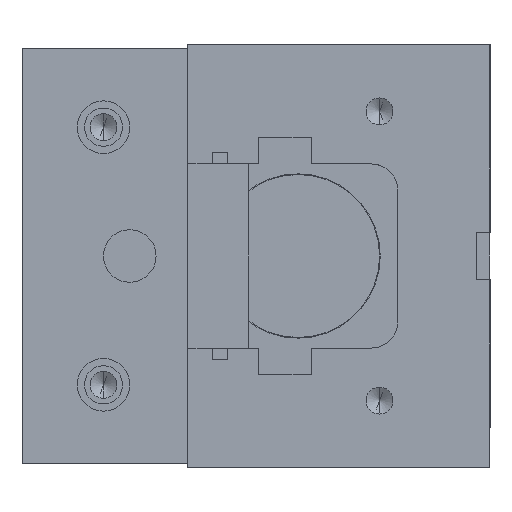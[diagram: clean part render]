
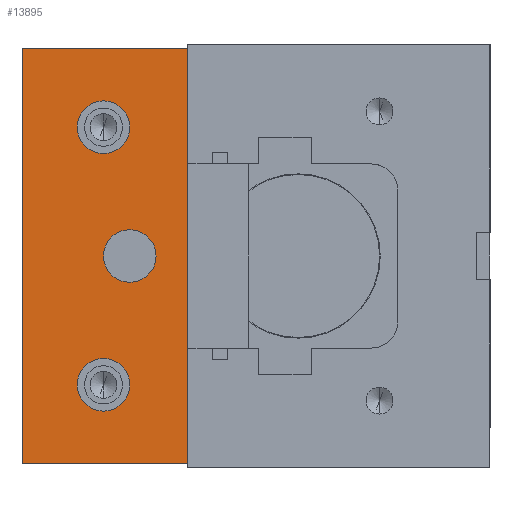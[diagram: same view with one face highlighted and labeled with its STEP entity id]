
A CAD part, left-side view. The second image highlights one B-rep face of the part: STEP entity #13895.
In plain terms, the highlighted planar face has unit normal (-1, 0, 0).
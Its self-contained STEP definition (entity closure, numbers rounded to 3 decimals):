
#11508 = DIRECTION ( 'NONE',  ( 0., 0., 1. ) ) ;
#11509 = DIRECTION ( 'NONE',  ( -1., 0., 0. ) ) ;
#11510 = CARTESIAN_POINT ( 'NONE',  ( -18., 147., -49. ) ) ;
#11535 = CIRCLE ( 'NONE', #11546, 10. ) ;
#11546 = AXIS2_PLACEMENT_3D ( 'NONE', #11510, #11509, #11508 ) ;
#11627 = CARTESIAN_POINT ( 'NONE',  ( -18., 147., -39. ) ) ;
#11654 = CARTESIAN_POINT ( 'NONE',  ( -18., 147., -59. ) ) ;
#11693 = DIRECTION ( 'NONE',  ( 0., 0., 1. ) ) ;
#11694 = DIRECTION ( 'NONE',  ( -1., 0., 0. ) ) ;
#11695 = CARTESIAN_POINT ( 'NONE',  ( -18., 147., 49. ) ) ;
#11709 = CIRCLE ( 'NONE', #11744, 10. ) ;
#11732 = CARTESIAN_POINT ( 'NONE',  ( -18., 137., 0. ) ) ;
#11734 = DIRECTION ( 'NONE',  ( 0., 0., 1. ) ) ;
#11735 = DIRECTION ( 'NONE',  ( -1., 0., 0. ) ) ;
#11744 = AXIS2_PLACEMENT_3D ( 'NONE', #11732, #11735, #11734 ) ;
#11767 = DIRECTION ( 'NONE',  ( 0., 0., 1. ) ) ;
#11776 = AXIS2_PLACEMENT_3D ( 'NONE', #11695, #11694, #11693 ) ;
#11777 = CIRCLE ( 'NONE', #11776, 10. ) ;
#11821 = CARTESIAN_POINT ( 'NONE',  ( -18., 115., 79. ) ) ;
#11827 = CARTESIAN_POINT ( 'NONE',  ( -18., 115., -79. ) ) ;
#11830 = LINE ( 'NONE', #11833, #11840 ) ;
#11833 = CARTESIAN_POINT ( 'NONE',  ( -18., 115., -79. ) ) ;
#11834 = CARTESIAN_POINT ( 'NONE',  ( -18., 178., 79. ) ) ;
#11835 = DIRECTION ( 'NONE',  ( 0., 0., 1. ) ) ;
#11837 = DIRECTION ( 'NONE',  ( 0., -1., 0. ) ) ;
#11840 = VECTOR ( 'NONE', #11835, 1000. ) ;
#11841 = CARTESIAN_POINT ( 'NONE',  ( -18., 147., 39. ) ) ;
#11848 = VECTOR ( 'NONE', #11837, 1000. ) ;
#11849 = CARTESIAN_POINT ( 'NONE',  ( -18., 178., -79. ) ) ;
#11850 = LINE ( 'NONE', #11849, #11848 ) ;
#11859 = DIRECTION ( 'NONE',  ( 0., 1., 0. ) ) ;
#11871 = VECTOR ( 'NONE', #11859, 1000. ) ;
#11882 = CARTESIAN_POINT ( 'NONE',  ( -18., 178., 79. ) ) ;
#11883 = LINE ( 'NONE', #11882, #11871 ) ;
#11894 = CARTESIAN_POINT ( 'NONE',  ( -18., 137., 10. ) ) ;
#11916 = CARTESIAN_POINT ( 'NONE',  ( -18., 137., -10. ) ) ;
#12020 = CARTESIAN_POINT ( 'NONE',  ( -18., 147., 59. ) ) ;
#12066 = FACE_BOUND ( 'NONE', #13918, .T. ) ;
#12071 = FACE_BOUND ( 'NONE', #13924, .T. ) ;
#12075 = VECTOR ( 'NONE', #12105, 1000. ) ;
#12076 = CARTESIAN_POINT ( 'NONE',  ( -18., 178., -79. ) ) ;
#12082 = FACE_BOUND ( 'NONE', #13921, .T. ) ;
#12083 = LINE ( 'NONE', #12076, #12075 ) ;
#12088 = CARTESIAN_POINT ( 'NONE',  ( -18., 147., -49. ) ) ;
#12089 = AXIS2_PLACEMENT_3D ( 'NONE', #12088, #12115, #11767 ) ;
#12093 = DIRECTION ( 'NONE',  ( 0., 0., 1. ) ) ;
#12094 = DIRECTION ( 'NONE',  ( -1., 0., 0. ) ) ;
#12095 = CARTESIAN_POINT ( 'NONE',  ( -18., 147., 49. ) ) ;
#12097 = CIRCLE ( 'NONE', #12089, 10. ) ;
#12101 = FACE_OUTER_BOUND ( 'NONE', #13917, .T. ) ;
#12102 = AXIS2_PLACEMENT_3D ( 'NONE', #12106, #12125, #12124 ) ;
#12103 = AXIS2_PLACEMENT_3D ( 'NONE', #12110, #12109, #12108 ) ;
#12105 = DIRECTION ( 'NONE',  ( 0., 0., -1. ) ) ;
#12106 = CARTESIAN_POINT ( 'NONE',  ( -18., 115., -79. ) ) ;
#12107 = CIRCLE ( 'NONE', #12111, 10. ) ;
#12108 = DIRECTION ( 'NONE',  ( 0., 0., 1. ) ) ;
#12109 = DIRECTION ( 'NONE',  ( -1., 0., 0. ) ) ;
#12110 = CARTESIAN_POINT ( 'NONE',  ( -18., 137., 0. ) ) ;
#12111 = AXIS2_PLACEMENT_3D ( 'NONE', #12095, #12094, #12093 ) ;
#12115 = DIRECTION ( 'NONE',  ( -1., 0., 0. ) ) ;
#12116 = CIRCLE ( 'NONE', #12103, 10. ) ;
#12119 = PLANE ( 'NONE',  #12102 ) ;
#12124 = DIRECTION ( 'NONE',  ( 0., -1., 0. ) ) ;
#12125 = DIRECTION ( 'NONE',  ( -1., 0., 0. ) ) ;
#12156 = CARTESIAN_POINT ( 'NONE',  ( -18., 178., -79. ) ) ;
#13619 = EDGE_CURVE ( 'NONE', #13637, #13635, #11535, .T. ) ;
#13635 = VERTEX_POINT ( 'NONE', #11627 ) ;
#13637 = VERTEX_POINT ( 'NONE', #11654 ) ;
#13736 = VERTEX_POINT ( 'NONE', #11827 ) ;
#13746 = EDGE_CURVE ( 'NONE', #13930, #13736, #11850, .T. ) ;
#13754 = VERTEX_POINT ( 'NONE', #11821 ) ;
#13755 = VERTEX_POINT ( 'NONE', #11834 ) ;
#13757 = EDGE_CURVE ( 'NONE', #13736, #13754, #11830, .T. ) ;
#13771 = EDGE_CURVE ( 'NONE', #13754, #13755, #11883, .T. ) ;
#13780 = VERTEX_POINT ( 'NONE', #11916 ) ;
#13782 = VERTEX_POINT ( 'NONE', #11894 ) ;
#13796 = VERTEX_POINT ( 'NONE', #11841 ) ;
#13799 = EDGE_CURVE ( 'NONE', #13780, #13782, #11709, .T. ) ;
#13814 = EDGE_CURVE ( 'NONE', #13796, #13858, #11777, .T. ) ;
#13858 = VERTEX_POINT ( 'NONE', #12020 ) ;
#13891 = ORIENTED_EDGE ( 'NONE', *, *, #13814, .F. ) ;
#13892 = ORIENTED_EDGE ( 'NONE', *, *, #13799, .F. ) ;
#13895 = ADVANCED_FACE ( 'NONE', ( #12066, #12071, #12082, #12101 ), #12119, .T. ) ;
#13896 = EDGE_CURVE ( 'NONE', #13755, #13930, #12083, .T. ) ;
#13897 = ORIENTED_EDGE ( 'NONE', *, *, #13913, .F. ) ;
#13902 = ORIENTED_EDGE ( 'NONE', *, *, #13903, .F. ) ;
#13903 = EDGE_CURVE ( 'NONE', #13782, #13780, #12116, .T. ) ;
#13904 = ORIENTED_EDGE ( 'NONE', *, *, #13896, .T. ) ;
#13905 = EDGE_CURVE ( 'NONE', #13858, #13796, #12107, .T. ) ;
#13906 = ORIENTED_EDGE ( 'NONE', *, *, #13746, .T. ) ;
#13908 = ORIENTED_EDGE ( 'NONE', *, *, #13757, .T. ) ;
#13909 = ORIENTED_EDGE ( 'NONE', *, *, #13771, .T. ) ;
#13913 = EDGE_CURVE ( 'NONE', #13635, #13637, #12097, .T. ) ;
#13915 = ORIENTED_EDGE ( 'NONE', *, *, #13905, .F. ) ;
#13917 = EDGE_LOOP ( 'NONE', ( #13906, #13908, #13909, #13904 ) ) ;
#13918 = EDGE_LOOP ( 'NONE', ( #13902, #13892 ) ) ;
#13920 = ORIENTED_EDGE ( 'NONE', *, *, #13619, .F. ) ;
#13921 = EDGE_LOOP ( 'NONE', ( #13897, #13920 ) ) ;
#13924 = EDGE_LOOP ( 'NONE', ( #13915, #13891 ) ) ;
#13930 = VERTEX_POINT ( 'NONE', #12156 ) ;
